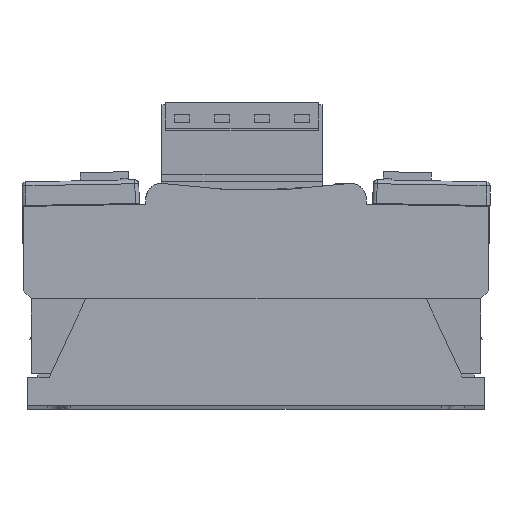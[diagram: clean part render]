
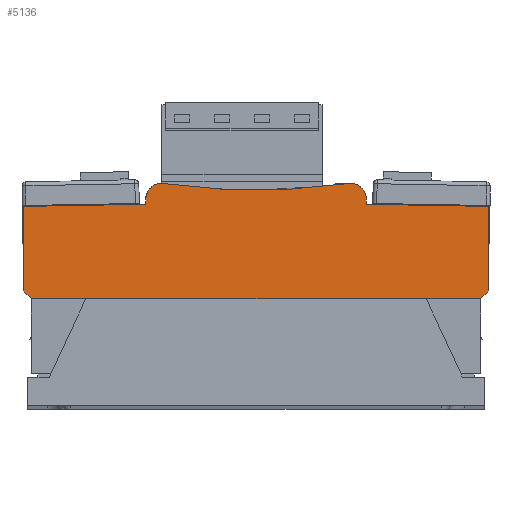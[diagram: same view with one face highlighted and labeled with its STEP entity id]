
A CAD part, front view. The second image highlights one B-rep face of the part: STEP entity #5136.
In plain terms, the highlighted planar face has unit normal (0, -1, 0.018).
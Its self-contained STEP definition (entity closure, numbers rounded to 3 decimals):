
#707=PLANE('',#24426);
#5136=ADVANCED_FACE('',(#6064),#707,.T.);
#6064=FACE_OUTER_BOUND('',#7004,.T.);
#7004=EDGE_LOOP('',(#10266,#10267,#10268,#10269,#10270,#10271,#10272,#10273,
#10274,#10275,#10276,#10277,#10278,#10279));
#10266=ORIENTED_EDGE('',*,*,#18294,.T.);
#10267=ORIENTED_EDGE('',*,*,#18211,.F.);
#10268=ORIENTED_EDGE('',*,*,#18295,.T.);
#10269=ORIENTED_EDGE('',*,*,#18296,.T.);
#10270=ORIENTED_EDGE('',*,*,#18297,.T.);
#10271=ORIENTED_EDGE('',*,*,#18298,.T.);
#10272=ORIENTED_EDGE('',*,*,#18299,.T.);
#10273=ORIENTED_EDGE('',*,*,#18104,.F.);
#10274=ORIENTED_EDGE('',*,*,#18131,.F.);
#10275=ORIENTED_EDGE('',*,*,#18170,.F.);
#10276=ORIENTED_EDGE('',*,*,#18300,.T.);
#10277=ORIENTED_EDGE('',*,*,#18162,.F.);
#10278=ORIENTED_EDGE('',*,*,#18301,.T.);
#10279=ORIENTED_EDGE('',*,*,#18302,.T.);
#14505=VERTEX_POINT('',#38529);
#14612=VERTEX_POINT('',#39305);
#14627=VERTEX_POINT('',#39450);
#14649=VERTEX_POINT('',#39603);
#14650=VERTEX_POINT('',#39608);
#14657=VERTEX_POINT('',#39644);
#14693=VERTEX_POINT('',#39850);
#14694=VERTEX_POINT('',#39855);
#14748=VERTEX_POINT('',#40288);
#14749=VERTEX_POINT('',#40293);
#14750=VERTEX_POINT('',#40298);
#14751=VERTEX_POINT('',#40303);
#14752=VERTEX_POINT('',#40308);
#14753=VERTEX_POINT('',#40323);
#18104=EDGE_CURVE('',#14505,#14612,#21916,.T.);
#18131=EDGE_CURVE('',#14627,#14505,#21943,.T.);
#18162=EDGE_CURVE('',#14649,#14650,#21974,.T.);
#18170=EDGE_CURVE('',#14657,#14627,#21982,.T.);
#18211=EDGE_CURVE('',#14693,#14694,#22023,.T.);
#18294=EDGE_CURVE('',#14748,#14694,#22103,.T.);
#18295=EDGE_CURVE('',#14693,#14749,#22104,.T.);
#18296=EDGE_CURVE('',#14749,#14750,#22105,.T.);
#18297=EDGE_CURVE('',#14750,#14751,#22106,.T.);
#18298=EDGE_CURVE('',#14751,#14752,#22107,.T.);
#18299=EDGE_CURVE('',#14752,#14612,#22108,.T.);
#18300=EDGE_CURVE('',#14657,#14650,#22109,.T.);
#18301=EDGE_CURVE('',#14649,#14753,#22110,.T.);
#18302=EDGE_CURVE('',#14753,#14748,#22111,.T.);
#21916=B_SPLINE_CURVE_WITH_KNOTS('',3,(#39301,#39302,#39303,#39304),
 .UNSPECIFIED.,.F.,.F.,(4,4),(0.,1.),.UNSPECIFIED.);
#21943=B_SPLINE_CURVE_WITH_KNOTS('',3,(#39451,#39452,#39453,#39454),
 .UNSPECIFIED.,.F.,.F.,(4,4),(0.,1.),.UNSPECIFIED.);
#21974=B_SPLINE_CURVE_WITH_KNOTS('',3,(#39604,#39605,#39606,#39607),
 .UNSPECIFIED.,.F.,.F.,(4,4),(0.,1.),.UNSPECIFIED.);
#21982=B_SPLINE_CURVE_WITH_KNOTS('',3,(#39645,#39646,#39647,#39648),
 .UNSPECIFIED.,.F.,.F.,(4,4),(0.,1.),.UNSPECIFIED.);
#22023=B_SPLINE_CURVE_WITH_KNOTS('',3,(#39851,#39852,#39853,#39854),
 .UNSPECIFIED.,.F.,.F.,(4,4),(0.,1.),.UNSPECIFIED.);
#22103=B_SPLINE_CURVE_WITH_KNOTS('',3,(#40282,#40283,#40284,#40285,#40286,
#40287),.UNSPECIFIED.,.F.,.F.,(4,2,4),(0.,0.5,1.),.UNSPECIFIED.);
#22104=B_SPLINE_CURVE_WITH_KNOTS('',3,(#40289,#40290,#40291,#40292),
 .UNSPECIFIED.,.F.,.F.,(4,4),(0.,1.),.UNSPECIFIED.);
#22105=B_SPLINE_CURVE_WITH_KNOTS('',3,(#40294,#40295,#40296,#40297),
 .UNSPECIFIED.,.F.,.F.,(4,4),(0.,1.),.UNSPECIFIED.);
#22106=B_SPLINE_CURVE_WITH_KNOTS('',3,(#40299,#40300,#40301,#40302),
 .UNSPECIFIED.,.F.,.F.,(4,4),(0.,1.),.UNSPECIFIED.);
#22107=B_SPLINE_CURVE_WITH_KNOTS('',3,(#40304,#40305,#40306,#40307),
 .UNSPECIFIED.,.F.,.F.,(4,4),(0.,1.),.UNSPECIFIED.);
#22108=B_SPLINE_CURVE_WITH_KNOTS('',3,(#40309,#40310,#40311,#40312),
 .UNSPECIFIED.,.F.,.F.,(4,4),(0.,1.),.UNSPECIFIED.);
#22109=B_SPLINE_CURVE_WITH_KNOTS('',3,(#40313,#40314,#40315,#40316),
 .UNSPECIFIED.,.F.,.F.,(4,4),(0.,1.),.UNSPECIFIED.);
#22110=B_SPLINE_CURVE_WITH_KNOTS('',3,(#40317,#40318,#40319,#40320,#40321,
#40322),.UNSPECIFIED.,.F.,.F.,(4,2,4),(0.,0.5,1.),.UNSPECIFIED.);
#22111=B_SPLINE_CURVE_WITH_KNOTS('',3,(#40324,#40325,#40326,#40327),
 .UNSPECIFIED.,.F.,.F.,(4,4),(0.,1.),.UNSPECIFIED.);
#24426=AXIS2_PLACEMENT_3D('',#40328,#26118,#26119);
#26118=DIRECTION('',(0.,-1.,0.017));
#26119=DIRECTION('',(0.,0.017,1.));
#38529=CARTESIAN_POINT('',(21.078,-57.77,14.));
#39301=CARTESIAN_POINT('',(21.078,-57.77,14.));
#39302=CARTESIAN_POINT('',(18.778,-57.77,14.));
#39303=CARTESIAN_POINT('',(16.478,-57.77,14.));
#39304=CARTESIAN_POINT('',(14.178,-57.77,14.));
#39305=CARTESIAN_POINT('',(14.178,-57.77,14.));
#39450=CARTESIAN_POINT('',(22.078,-57.753,15.));
#39451=CARTESIAN_POINT('',(22.078,-57.753,15.));
#39452=CARTESIAN_POINT('',(21.744,-57.758,14.667));
#39453=CARTESIAN_POINT('',(21.411,-57.764,14.333));
#39454=CARTESIAN_POINT('',(21.078,-57.77,14.));
#39603=CARTESIAN_POINT('',(6.566,-57.548,26.691));
#39604=CARTESIAN_POINT('',(6.566,-57.548,26.691));
#39605=CARTESIAN_POINT('',(6.57,-57.553,26.46));
#39606=CARTESIAN_POINT('',(6.574,-57.557,26.23));
#39607=CARTESIAN_POINT('',(6.578,-57.561,26.));
#39608=CARTESIAN_POINT('',(6.578,-57.561,26.));
#39644=CARTESIAN_POINT('',(22.078,-57.565,25.729));
#39645=CARTESIAN_POINT('',(22.078,-57.565,25.729));
#39646=CARTESIAN_POINT('',(22.078,-57.628,22.153));
#39647=CARTESIAN_POINT('',(22.078,-57.69,18.576));
#39648=CARTESIAN_POINT('',(22.078,-57.753,15.));
#39850=CARTESIAN_POINT('',(-21.422,-57.561,26.));
#39851=CARTESIAN_POINT('',(-21.422,-57.561,26.));
#39852=CARTESIAN_POINT('',(-21.418,-57.557,26.23));
#39853=CARTESIAN_POINT('',(-21.414,-57.553,26.46));
#39854=CARTESIAN_POINT('',(-21.41,-57.548,26.691));
#39855=CARTESIAN_POINT('',(-21.41,-57.548,26.691));
#40282=CARTESIAN_POINT('',(-19.118,-57.515,28.634));
#40283=CARTESIAN_POINT('',(-19.687,-57.513,28.718));
#40284=CARTESIAN_POINT('',(-20.266,-57.516,28.553));
#40285=CARTESIAN_POINT('',(-21.142,-57.529,27.81));
#40286=CARTESIAN_POINT('',(-21.4,-57.538,27.266));
#40287=CARTESIAN_POINT('',(-21.41,-57.548,26.691));
#40288=CARTESIAN_POINT('',(-19.118,-57.515,28.634));
#40289=CARTESIAN_POINT('',(-21.422,-57.561,26.));
#40290=CARTESIAN_POINT('',(-26.589,-57.562,25.91));
#40291=CARTESIAN_POINT('',(-31.756,-57.564,25.82));
#40292=CARTESIAN_POINT('',(-36.922,-57.565,25.729));
#40293=CARTESIAN_POINT('',(-36.922,-57.565,25.729));
#40294=CARTESIAN_POINT('',(-36.922,-57.565,25.729));
#40295=CARTESIAN_POINT('',(-36.922,-57.628,22.153));
#40296=CARTESIAN_POINT('',(-36.922,-57.69,18.576));
#40297=CARTESIAN_POINT('',(-36.922,-57.753,15.));
#40298=CARTESIAN_POINT('',(-36.922,-57.753,15.));
#40299=CARTESIAN_POINT('',(-36.922,-57.753,15.));
#40300=CARTESIAN_POINT('',(-36.589,-57.758,14.667));
#40301=CARTESIAN_POINT('',(-36.256,-57.764,14.333));
#40302=CARTESIAN_POINT('',(-35.922,-57.77,14.));
#40303=CARTESIAN_POINT('',(-35.922,-57.77,14.));
#40304=CARTESIAN_POINT('',(-35.922,-57.77,14.));
#40305=CARTESIAN_POINT('',(-33.622,-57.77,14.));
#40306=CARTESIAN_POINT('',(-31.322,-57.77,14.));
#40307=CARTESIAN_POINT('',(-29.022,-57.77,14.));
#40308=CARTESIAN_POINT('',(-29.022,-57.77,14.));
#40309=CARTESIAN_POINT('',(-29.022,-57.77,14.));
#40310=CARTESIAN_POINT('',(-14.622,-57.77,14.));
#40311=CARTESIAN_POINT('',(-0.222,-57.77,14.));
#40312=CARTESIAN_POINT('',(14.178,-57.77,14.));
#40313=CARTESIAN_POINT('',(22.078,-57.565,25.729));
#40314=CARTESIAN_POINT('',(16.911,-57.564,25.82));
#40315=CARTESIAN_POINT('',(11.744,-57.562,25.91));
#40316=CARTESIAN_POINT('',(6.578,-57.561,26.));
#40317=CARTESIAN_POINT('',(6.566,-57.548,26.691));
#40318=CARTESIAN_POINT('',(6.556,-57.538,27.266));
#40319=CARTESIAN_POINT('',(6.298,-57.529,27.81));
#40320=CARTESIAN_POINT('',(5.421,-57.516,28.553));
#40321=CARTESIAN_POINT('',(4.843,-57.513,28.719));
#40322=CARTESIAN_POINT('',(4.274,-57.515,28.634));
#40323=CARTESIAN_POINT('',(4.274,-57.515,28.634));
#40324=CARTESIAN_POINT('',(4.274,-57.515,28.634));
#40325=CARTESIAN_POINT('',(-3.481,-57.535,27.488));
#40326=CARTESIAN_POINT('',(-11.363,-57.535,27.488));
#40327=CARTESIAN_POINT('',(-19.118,-57.515,28.634));
#40328=CARTESIAN_POINT('',(21.078,-57.77,14.));
